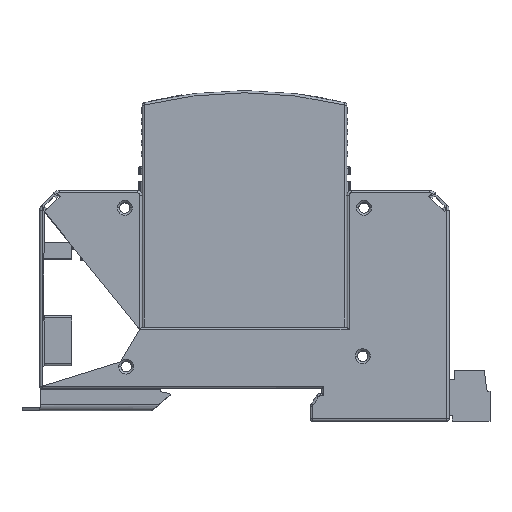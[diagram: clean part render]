
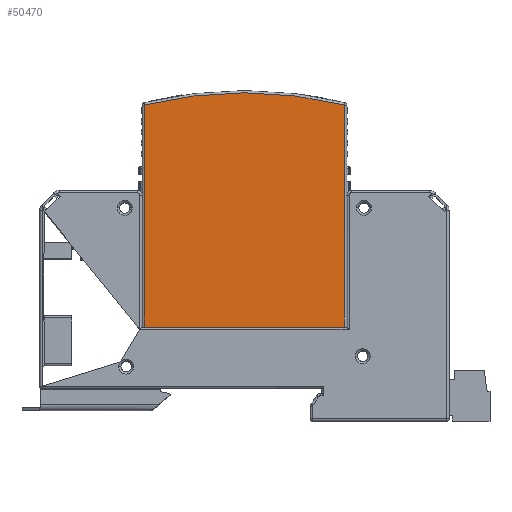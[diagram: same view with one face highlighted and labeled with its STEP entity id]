
A CAD part, top view. The second image highlights one B-rep face of the part: STEP entity #50470.
In plain terms, the highlighted face is planar.
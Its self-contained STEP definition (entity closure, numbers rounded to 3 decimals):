
#47383=CARTESIAN_POINT('',(0.,-8.9,-39.802));
#47384=DIRECTION('',(0.,1.,0.));
#47385=DIRECTION('',(-0.241,0.,0.971));
#47386=AXIS2_PLACEMENT_3D('',#47383,#47384,#47385);
#47391=DIRECTION('',(-1.,0.,0.));
#47392=VECTOR('',#47391,44.);
#47393=CARTESIAN_POINT('',(22.,-8.9,0.));
#47394=LINE('',#47393,#47392);
#47430=DIRECTION('',(0.,0.,-1.));
#47431=VECTOR('',#47430,48.81);
#47432=CARTESIAN_POINT('',(-22.,-8.9,48.81));
#47433=LINE('',#47432,#47431);
#47755=DIRECTION('',(0.,0.,1.));
#47756=VECTOR('',#47755,48.81);
#47757=CARTESIAN_POINT('',(22.,-8.9,0.));
#47758=LINE('',#47757,#47756);
#50041=CARTESIAN_POINT('',(-22.,-8.9,48.81));
#50042=CARTESIAN_POINT('',(22.,-8.9,48.81));
#50043=VERTEX_POINT('',#50041);
#50044=VERTEX_POINT('',#50042);
#50045=CARTESIAN_POINT('',(22.,-8.9,0.));
#50046=VERTEX_POINT('',#50045);
#50047=CARTESIAN_POINT('',(-22.,-8.9,0.));
#50048=VERTEX_POINT('',#50047);
#50455=CARTESIAN_POINT('',(0.,-8.9,0.));
#50456=DIRECTION('',(0.,1.,0.));
#50457=DIRECTION('',(-1.,0.,0.));
#50458=AXIS2_PLACEMENT_3D('',#50455,#50456,#50457);
#50459=PLANE('',#50458);
#50461=ORIENTED_EDGE('',*,*,#50460,.T.);
#50463=ORIENTED_EDGE('',*,*,#50462,.F.);
#50465=ORIENTED_EDGE('',*,*,#50464,.T.);
#50467=ORIENTED_EDGE('',*,*,#50466,.F.);
#50468=EDGE_LOOP('',(#50461,#50463,#50465,#50467));
#50469=FACE_OUTER_BOUND('',#50468,.F.);
#47387=CIRCLE('',#47386,91.302);
#50460=EDGE_CURVE('',#50043,#50044,#47387,.T.);
#50462=EDGE_CURVE('',#50046,#50044,#47758,.T.);
#50464=EDGE_CURVE('',#50046,#50048,#47394,.T.);
#50466=EDGE_CURVE('',#50043,#50048,#47433,.T.);
#50470=ADVANCED_FACE('',(#50469),#50459,.F.);
